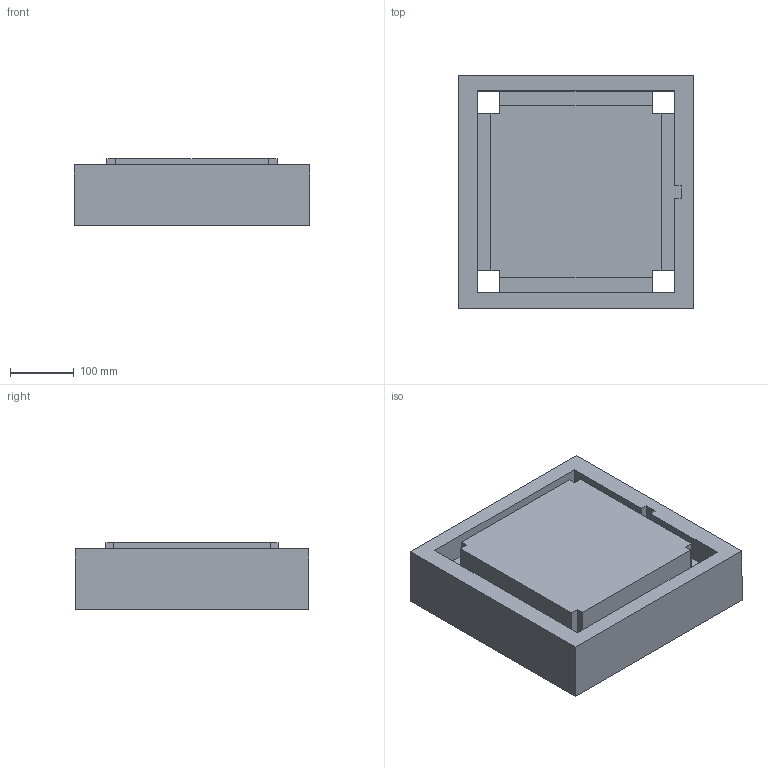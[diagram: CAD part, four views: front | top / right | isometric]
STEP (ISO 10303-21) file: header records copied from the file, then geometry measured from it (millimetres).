
FILE_DESCRIPTION (( 'STEP AP214' ), '1' );
FILE_NAME ('JXHMP4602-13002-h 階窒邐蹬.STEP', '2025-01-10T11:07:33', ( 'Windows User' ), ( 'P R C' ), 'SwSTEP 2.0', 'SolidWorks 2020', '' );
FILE_SCHEMA (( 'AUTOMOTIVE_DESIGN' ));
Length unit declared in the file: millimetre
Products named in the file (1): JXHMP4602-13002-h 階窒邐蹬
Bounding box: 370 x 367 x 105 mm (x, y, z)
Volume: 7803671.2 mm3; surface area: 659158.5 mm2
Topology: 1 solids, 1 shells, 66 faces, 199 edges, 132 vertices
Faces by surface type: plane 58, cylinder 8
Entity records: 2266 total; most frequent: ORIENTED_EDGE 398, CARTESIAN_POINT 398, DIRECTION 351, EDGE_CURVE 199, LINE 181, VECTOR 181, VERTEX_POINT 132, AXIS2_PLACEMENT_3D 85
